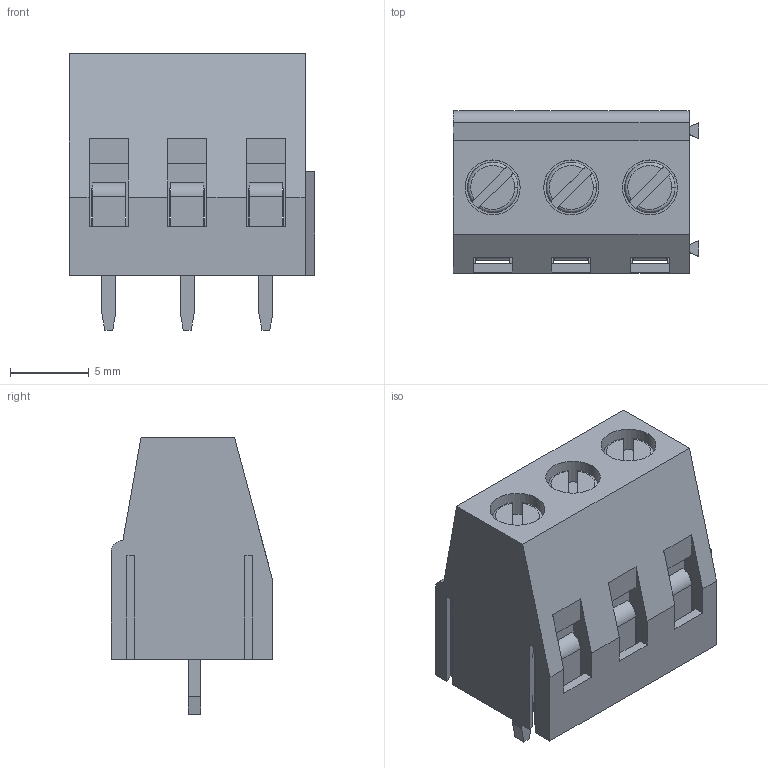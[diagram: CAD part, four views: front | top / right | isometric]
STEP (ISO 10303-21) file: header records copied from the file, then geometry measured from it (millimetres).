
FILE_DESCRIPTION (( 'STEP AP214' ), '1' );
FILE_NAME ('CONN-TH_3P-P5.00_WJ128V-5.0-3P.STEP', '2024-01-25T03:08:19', ( '' ), ( '' ), 'SwSTEP 2.0', 'SolidWorks 2020', '' );
FILE_SCHEMA (( 'AUTOMOTIVE_DESIGN' ));
Length unit declared in the file: millimetre
Products named in the file (1): CONN-TH_3P-P5.00_WJ128V-5.0-3P
Bounding box: 15.6 x 10.3 x 17.6 mm (x, y, z)
Volume: 1398.6 mm3; surface area: 2295.1 mm2
Topology: 1 solids, 1 shells, 679 faces, 1962 edges, 1300 vertices
Faces by surface type: plane 541, bspline 98, cylinder 31, torus 9
Entity records: 30077 total; most frequent: CARTESIAN_POINT 5308, ORIENTED_EDGE 3924, DIRECTION 3000, EDGE_CURVE 1962, LINE 1664, VECTOR 1664, VERTEX_POINT 1300, EDGE_LOOP 712
